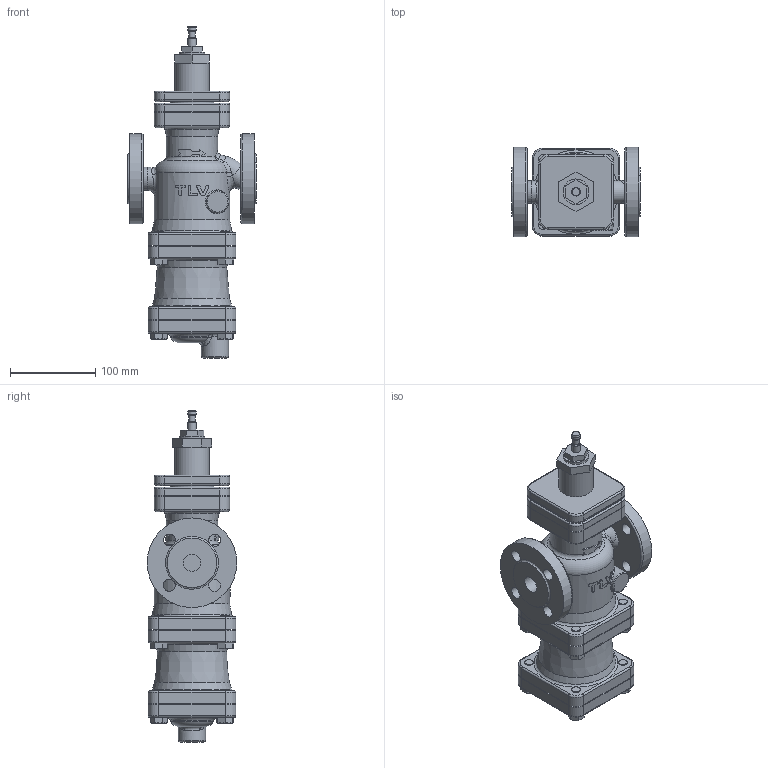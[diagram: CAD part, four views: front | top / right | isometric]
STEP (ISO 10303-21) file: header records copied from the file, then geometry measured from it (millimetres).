
FILE_DESCRIPTION(/* description */ (''),/* implementation_level */ '2;1');
FILE_NAME(/* name */ 'cvcs0-020-e0025-01.stp',/* time_stamp */ '2017-05-16T11:48:45+09:00',/* author */ ('nakaot'),/* organization */ ('株式会社テイエルブイ'),/* preprocessor_version */ 'ST-DEVELOPER v15.6',/* originating_system */ 'Autodesk Inventor 2015',/* authorisation */ '');
FILE_SCHEMA (('CONFIG_CONTROL_DESIGN'));
Length unit declared in the file: millimetre
Products named in the file (1): cvcs0-020-e0025-01
Bounding box: 150 x 105 x 389 mm (x, y, z)
Volume: 2285731.6 mm3; surface area: 228777.1 mm2
Topology: 1 solids, 2 shells, 433 faces, 1043 edges, 658 vertices
Faces by surface type: plane 179, cylinder 126, bspline 60, torus 51, cone 17
Full cylindrical faces by diameter (mm): 7.5 x1, 8.376 x4, 10 x19, 12 x8, 14 x8, 20 x2, 26 x1, 27 x1, 30 x1, 32 x1, 40 x1, 52 x1, 60 x1, 70 x1, 80 x1, 88 x1, 90 x1, 105 x2
Entity records: 23343 total; most frequent: CARTESIAN_POINT 14006, ORIENTED_EDGE 1868, DIRECTION 1824, EDGE_CURVE 934, AXIS2_PLACEMENT_3D 730, VERTEX_POINT 633, EDGE_LOOP 601, FACE_OUTER_BOUND 433
